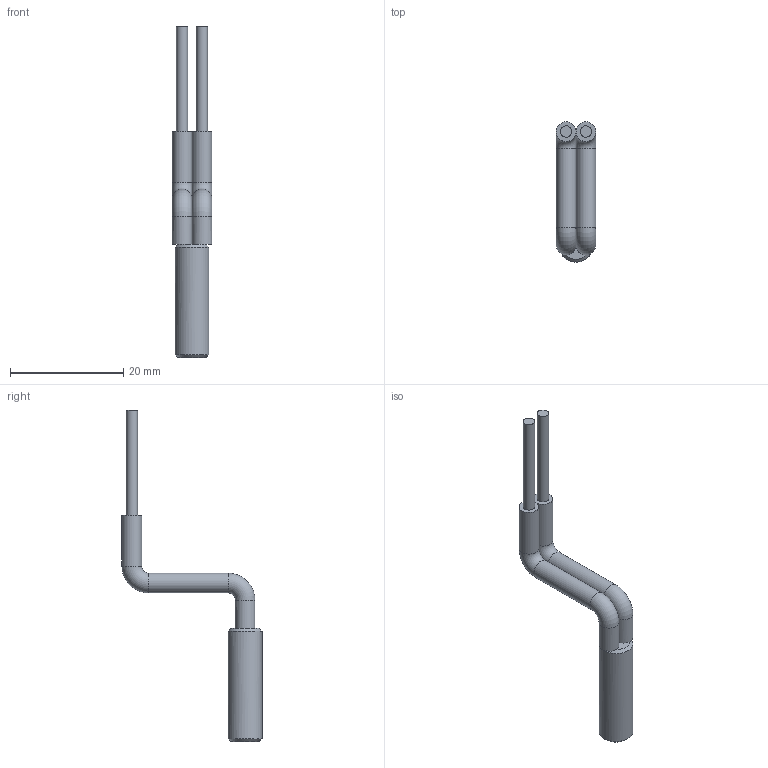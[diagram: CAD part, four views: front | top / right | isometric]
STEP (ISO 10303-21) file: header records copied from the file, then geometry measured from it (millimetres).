
FILE_DESCRIPTION(/* description */ (''),/* implementation_level */ '2;1');
FILE_NAME(/* name */ 'C04H010033-cartridge-heater-v5.stp',/* time_stamp */ '2014-12-22T14:42:25+01:00',/* author */ ('MARCHA TECHNOLOGY'),/* organization */ (''),/* preprocessor_version */ 'ST-DEVELOPER v15.6',/* originating_system */ 'Autodesk Inventor 2015',/* authorisation */ '');
FILE_SCHEMA (('CONFIG_CONTROL_DESIGN'));
Length unit declared in the file: millimetre
Products named in the file (1): C04H010033-cartridge-heater-v5
Bounding box: 7 x 24.75 x 58.5 mm (x, y, z)
Volume: 1397.4 mm3; surface area: 1489.2 mm2
Topology: 1 solids, 1 shells, 24 faces, 38 edges, 18 vertices
Faces by surface type: cylinder 9, plane 9, torus 4, cone 2
Full cylindrical faces by diameter (mm): 2 x2, 3.5 x6, 6 x1
Entity records: 567 total; most frequent: DIRECTION 111, ORIENTED_EDGE 74, CARTESIAN_POINT 74, AXIS2_PLACEMENT_3D 54, EDGE_CURVE 32, EDGE_LOOP 31, CIRCLE 29, FACE_OUTER_BOUND 24
